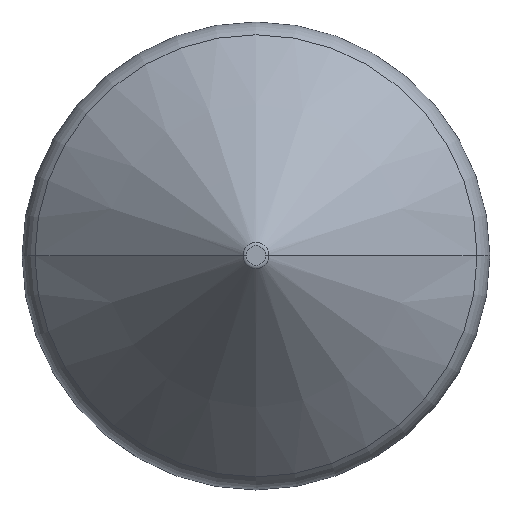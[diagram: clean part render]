
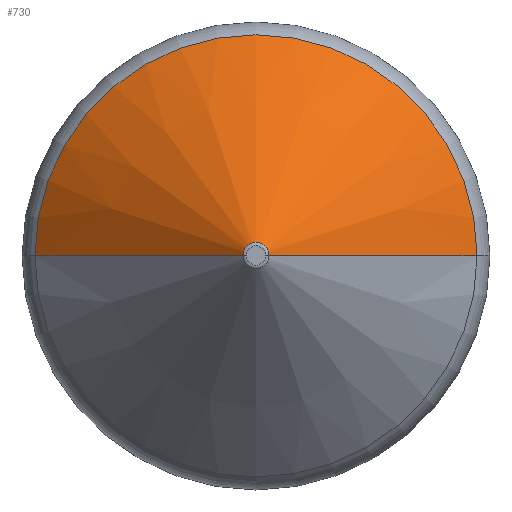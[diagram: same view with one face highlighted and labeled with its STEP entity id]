
A CAD part, top view. The second image highlights one B-rep face of the part: STEP entity #730.
In plain terms, the highlighted conical face has half-angle 43.531 degrees and reference radius 2.5 mm.
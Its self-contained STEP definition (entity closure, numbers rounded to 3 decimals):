
#18 = EDGE_CURVE ( 'NONE', #636, #412, #337, .T. ) ;
#32 = ORIENTED_EDGE ( 'NONE', *, *, #214, .T. ) ;
#40 = ORIENTED_EDGE ( 'NONE', *, *, #747, .T. ) ;
#44 = DIRECTION ( 'NONE',  ( -1., 0., 0. ) ) ;
#89 = DIRECTION ( 'NONE',  ( -1., 0., 0. ) ) ;
#117 = CONICAL_SURFACE ( 'NONE', #895, 2.5, 0.76 ) ;
#124 = FACE_OUTER_BOUND ( 'NONE', #974, .T. ) ;
#131 = CIRCLE ( 'NONE', #202, 2.796 ) ;
#162 = VECTOR ( 'NONE', #835, 1000. ) ;
#200 = VERTEX_POINT ( 'NONE', #440 ) ;
#202 = AXIS2_PLACEMENT_3D ( 'NONE', #833, #750, #1086 ) ;
#203 = VECTOR ( 'NONE', #553, 1000. ) ;
#214 = EDGE_CURVE ( 'NONE', #344, #200, #131, .T. ) ;
#243 = DIRECTION ( 'NONE',  ( 0., 0., 1. ) ) ;
#289 = DIRECTION ( 'NONE',  ( 0., 0., -1. ) ) ;
#295 = LINE ( 'NONE', #805, #203 ) ;
#337 = CIRCLE ( 'NONE', #980, 47.25 ) ;
#344 = VERTEX_POINT ( 'NONE', #768 ) ;
#412 = VERTEX_POINT ( 'NONE', #569 ) ;
#440 = CARTESIAN_POINT ( 'NONE',  ( 2.796, 0., 79.689 ) ) ;
#464 = CARTESIAN_POINT ( 'NONE',  ( 0., 0., 80. ) ) ;
#553 = DIRECTION ( 'NONE',  ( 0.689, 0., -0.725 ) ) ;
#569 = CARTESIAN_POINT ( 'NONE',  ( -47.25, 0., 32.895 ) ) ;
#598 = CARTESIAN_POINT ( 'NONE',  ( 0., 0., 32.895 ) ) ;
#636 = VERTEX_POINT ( 'NONE', #943 ) ;
#666 = CARTESIAN_POINT ( 'NONE',  ( -2.5, 0., 80. ) ) ;
#730 = ADVANCED_FACE ( 'NONE', ( #124 ), #117, .T. ) ;
#747 = EDGE_CURVE ( 'NONE', #200, #636, #295, .T. ) ;
#750 = DIRECTION ( 'NONE',  ( 0., 0., -1. ) ) ;
#768 = CARTESIAN_POINT ( 'NONE',  ( -2.796, 0., 79.689 ) ) ;
#805 = CARTESIAN_POINT ( 'NONE',  ( 2.5, 0., 80. ) ) ;
#833 = CARTESIAN_POINT ( 'NONE',  ( 0., 0., 79.689 ) ) ;
#835 = DIRECTION ( 'NONE',  ( -0.689, 0., -0.725 ) ) ;
#872 = ORIENTED_EDGE ( 'NONE', *, *, #18, .T. ) ;
#893 = EDGE_CURVE ( 'NONE', #344, #412, #1081, .T. ) ;
#895 = AXIS2_PLACEMENT_3D ( 'NONE', #464, #289, #44 ) ;
#943 = CARTESIAN_POINT ( 'NONE',  ( 47.25, 0., 32.895 ) ) ;
#956 = ORIENTED_EDGE ( 'NONE', *, *, #893, .F. ) ;
#974 = EDGE_LOOP ( 'NONE', ( #32, #40, #872, #956 ) ) ;
#980 = AXIS2_PLACEMENT_3D ( 'NONE', #598, #243, #89 ) ;
#1081 = LINE ( 'NONE', #666, #162 ) ;
#1086 = DIRECTION ( 'NONE',  ( 1., 0., 0. ) ) ;
